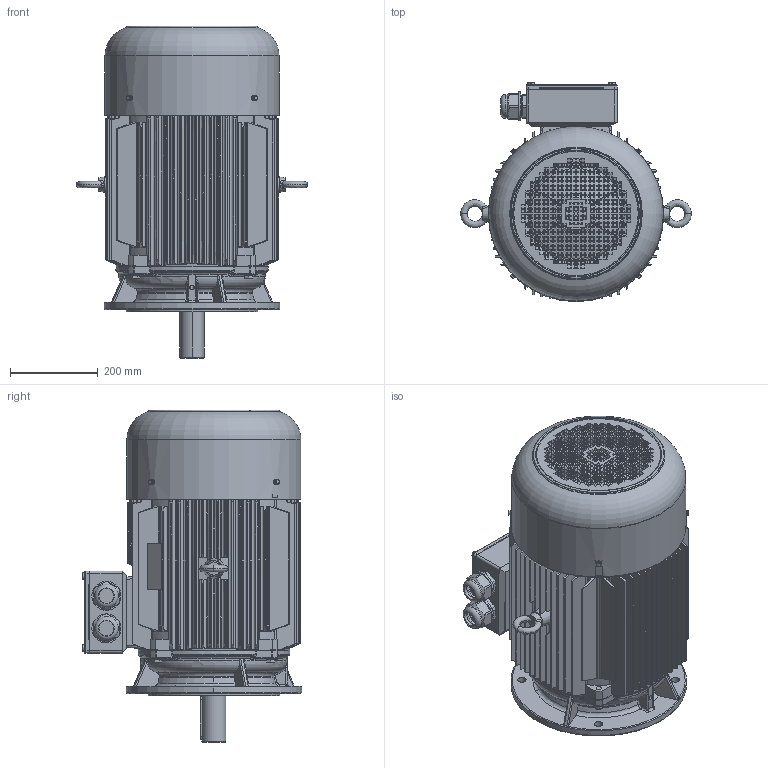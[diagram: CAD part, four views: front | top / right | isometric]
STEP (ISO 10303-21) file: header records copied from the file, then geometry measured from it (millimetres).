
FILE_DESCRIPTION(/* description */ (''),/* implementation_level */ '2;1');
FILE_NAME(/* name */ 'JM3-200L-B5.stp',/* time_stamp */ '2016-06-24T13:57:15+08:00',/* author */ (''),/* organization */ (''),/* preprocessor_version */ 'ST-DEVELOPER v15',/* originating_system */ 'SIEMENS PLM Software NX 8.5',/* authorisation */ '');
FILE_SCHEMA (('AUTOMOTIVE_DESIGN { 1 0 10303 214 3 1 1 1 }'));
Length unit declared in the file: millimetre
Products named in the file (1): pc119446389ak9
Bounding box: 526.4 x 499.8 x 757 mm (x, y, z)
Volume: 17698046 mm3; surface area: 4179637.8 mm2
Topology: 55 solids, 55 shells, 4963 faces, 13303 edges, 8596 vertices
Faces by surface type: plane 2754, cylinder 1042, bspline 496, torus 373, cone 274, sphere 24
Full cylindrical faces by diameter (mm): 6 x4, 6.4 x4, 7.188 x8, 8 x9, 9.1 x4, 10.863 x8, 12 x12, 12.6 x8, 20 x1, 34.375 x2, 40.625 x4, 48.438 x12, 49 x1, 50 x4, 51.4 x1, 51.562 x12, 52 x3, 53.906 x2, 66.406 x2, 72 x2, 210 x1, 320 x1, 326 x2, 335 x2, 394 x1, 397 x1
Entity records: 196598 total; most frequent: CARTESIAN_POINT 67458, ORIENTED_EDGE 25904, DIRECTION 22243, EDGE_CURVE 12952, VERTEX_POINT 8493, LINE 7873, VECTOR 7873, AXIS2_PLACEMENT_3D 7185
